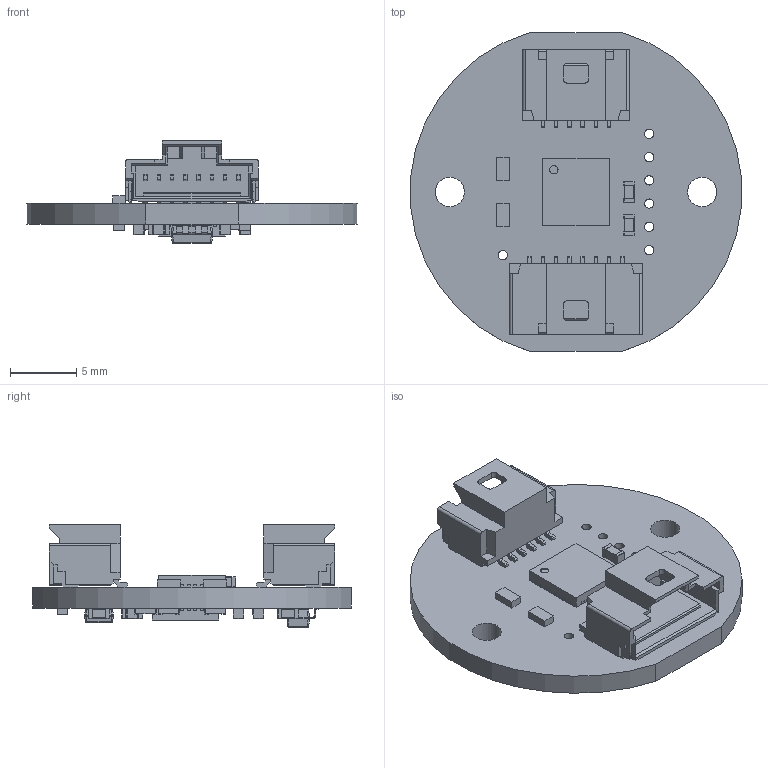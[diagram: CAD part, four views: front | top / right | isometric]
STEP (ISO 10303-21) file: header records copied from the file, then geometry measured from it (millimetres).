
FILE_DESCRIPTION(('Open CASCADE Model'),'2;1');
FILE_NAME('Open CASCADE Shape Model','2025-07-17T22:13:25',('Author'),( 'Open CASCADE'),'Open CASCADE STEP processor 7.5','Open CASCADE 7.5' ,'Unknown');
FILE_SCHEMA(('AUTOMOTIVE_DESIGN { 1 0 10303 214 1 1 1 1 }'));
Length unit declared in the file: millimetre
Products named in the file (68): PCB; Board; Open CASCADE STEP translator 7.5 1.1.1; R109; R0603; R102; C112; C0603; C111; C110; R108; R107; R106; R104; R103; IC103; 6771574080; Body; Open CASCADE STEP translator 7.5 10.1.1; Leader; C108; C109; R100; C107; C106; C103; C101; C100; CON101; PicoClasp 1x6 M90 2023960607; Open CASCADE STEP translator 7.5 1.21.1.1; Open CASCADE STEP translator 7.5 1.21.1.2; CON100; PicoClasp 1x8 M90 2023960807; Open CASCADE STEP translator 7.5 1.22.1.1; Open CASCADE STEP translator 7.5 1.22.1.2; IC100; 6771576000; Open CASCADE STEP translator 6.8 7.1; Open CASCADE STEP translator 6.8 7.2.1 ...
Assembly tree (159 placements, depth 5):
  PCB
    Board
      Open CASCADE STEP translator 7.5 1.1.1
    R109
      R0603
    R102
      R0603
    C112
      C0603
    C111
      C0603
    C110
      C0603
    R108
      R0603
    R107
      R0603
    R106
      R0603
    R104
      R0603
    R103
      R0603
    IC103
      6771574080
        Body
          Open CASCADE STEP translator 7.5 10.1.1
        Leader  x6
    C108
      C0603
    C109
      C0603
    R100
      R0603
    C107
      C0603
    C106
      C0603
    C103
      C0603
    C101
      C0603
    C100
      C0603
    CON101
      PicoClasp 1x6 M90 2023960607
        Open CASCADE STEP translator 7.5 1.21.1.1
        Open CASCADE STEP translator 7.5 1.21.1.2
    CON100
      PicoClasp 1x8 M90 2023960807
        Open CASCADE STEP translator 7.5 1.22.1.1
        Open CASCADE STEP translator 7.5 1.22.1.2
    IC100
      6771576000
        Open CASCADE STEP translator 6.8 7.1
        Body
          Open CASCADE STEP translator 6.8 7.2.1
        Thermal_Shape
        Pin_Shape  x32
          Open CASCADE STEP translator 6.8 7.4.1
Bounding box: 24.91 x 24 x 7.74 mm (x, y, z)
Volume: 1001 mm3; surface area: 2164.8 mm2
Topology: 109 solids, 111 shells, 3391 faces, 8079 edges, 4972 vertices
Faces by surface type: plane 2380, bspline 506, cylinder 385, sphere 120
Full cylindrical faces by diameter (mm): 0.625 x2, 0.7 x7, 2.2 x2
Entity records: 32879 total; most frequent: CARTESIAN_POINT 9546, ORIENTED_EDGE 4434, DIRECTION 4232, EDGE_CURVE 2218, LINE 1972, VECTOR 1972, VERTEX_POINT 1400, AXIS2_PLACEMENT_3D 1130
